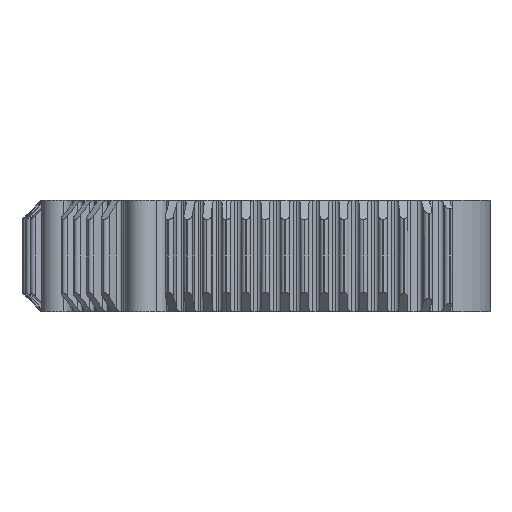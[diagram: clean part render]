
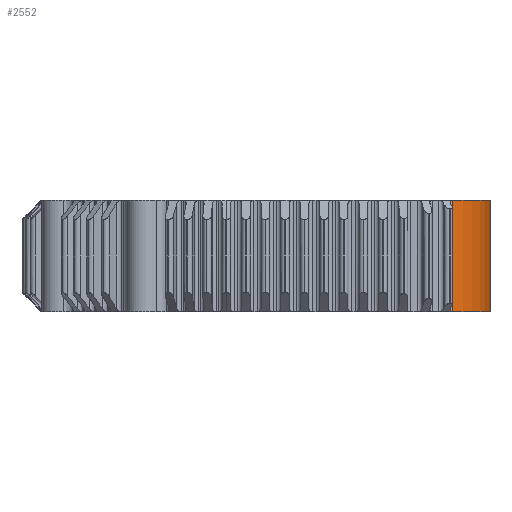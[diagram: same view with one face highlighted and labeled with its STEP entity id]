
A CAD part, front view. The second image highlights one B-rep face of the part: STEP entity #2552.
In plain terms, the highlighted cylindrical face has radius 16.5 mm (diameter 33 mm), a partial arc.
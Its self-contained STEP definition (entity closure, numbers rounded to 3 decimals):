
#184 = FACE_OUTER_BOUND ( 'NONE', #4644, .T. ) ;
#291 = DIRECTION ( 'NONE',  ( 0., 0., -1. ) ) ;
#734 = CIRCLE ( 'NONE', #14348, 16.5 ) ;
#844 = EDGE_CURVE ( 'NONE', #16890, #4491, #15969, .T. ) ;
#1890 = EDGE_CURVE ( 'NONE', #4491, #5880, #18927, .T. ) ;
#2552 = ADVANCED_FACE ( 'NONE', ( #184 ), #12865, .T. ) ;
#2849 = CARTESIAN_POINT ( 'NONE',  ( 47.14, -16.5, -10. ) ) ;
#2918 = DIRECTION ( 'NONE',  ( 0., 0., -1. ) ) ;
#3189 = EDGE_CURVE ( 'NONE', #14892, #5880, #734, .T. ) ;
#3404 = ORIENTED_EDGE ( 'NONE', *, *, #844, .F. ) ;
#3509 = ORIENTED_EDGE ( 'NONE', *, *, #5929, .T. ) ;
#4491 = VERTEX_POINT ( 'NONE', #9256 ) ;
#4644 = EDGE_LOOP ( 'NONE', ( #3509, #14928, #13942, #3404 ) ) ;
#5389 = DIRECTION ( 'NONE',  ( 0., -1., 0. ) ) ;
#5880 = VERTEX_POINT ( 'NONE', #2849 ) ;
#5929 = EDGE_CURVE ( 'NONE', #16890, #14892, #10929, .T. ) ;
#6824 = CARTESIAN_POINT ( 'NONE',  ( 30.64, -16.5, 25. ) ) ;
#7956 = DIRECTION ( 'NONE',  ( 0., -1., 0. ) ) ;
#8838 = VECTOR ( 'NONE', #2918, 1000. ) ;
#9256 = CARTESIAN_POINT ( 'NONE',  ( 47.14, -16.5, 10. ) ) ;
#9664 = CARTESIAN_POINT ( 'NONE',  ( 40.35, -29.84, 25. ) ) ;
#10863 = DIRECTION ( 'NONE',  ( 0., 0., 1. ) ) ;
#10929 = LINE ( 'NONE', #9664, #19658 ) ;
#11397 = DIRECTION ( 'NONE',  ( -1., 0., 0. ) ) ;
#12361 = CARTESIAN_POINT ( 'NONE',  ( 47.14, -16.5, 25. ) ) ;
#12635 = CARTESIAN_POINT ( 'NONE',  ( 30.64, -16.5, 10. ) ) ;
#12865 = CYLINDRICAL_SURFACE ( 'NONE', #19157, 16.5 ) ;
#13444 = CARTESIAN_POINT ( 'NONE',  ( 40.35, -29.84, 10. ) ) ;
#13942 = ORIENTED_EDGE ( 'NONE', *, *, #1890, .F. ) ;
#14348 = AXIS2_PLACEMENT_3D ( 'NONE', #14575, #19282, #5389 ) ;
#14575 = CARTESIAN_POINT ( 'NONE',  ( 30.64, -16.5, -10. ) ) ;
#14892 = VERTEX_POINT ( 'NONE', #16242 ) ;
#14928 = ORIENTED_EDGE ( 'NONE', *, *, #3189, .T. ) ;
#15969 = CIRCLE ( 'NONE', #18301, 16.5 ) ;
#16242 = CARTESIAN_POINT ( 'NONE',  ( 40.35, -29.84, -10. ) ) ;
#16890 = VERTEX_POINT ( 'NONE', #13444 ) ;
#18301 = AXIS2_PLACEMENT_3D ( 'NONE', #12635, #10863, #7956 ) ;
#18927 = LINE ( 'NONE', #12361, #8838 ) ;
#19157 = AXIS2_PLACEMENT_3D ( 'NONE', #6824, #291, #11397 ) ;
#19282 = DIRECTION ( 'NONE',  ( 0., 0., 1. ) ) ;
#19658 = VECTOR ( 'NONE', #20440, 1000. ) ;
#20440 = DIRECTION ( 'NONE',  ( 0., 0., -1. ) ) ;
